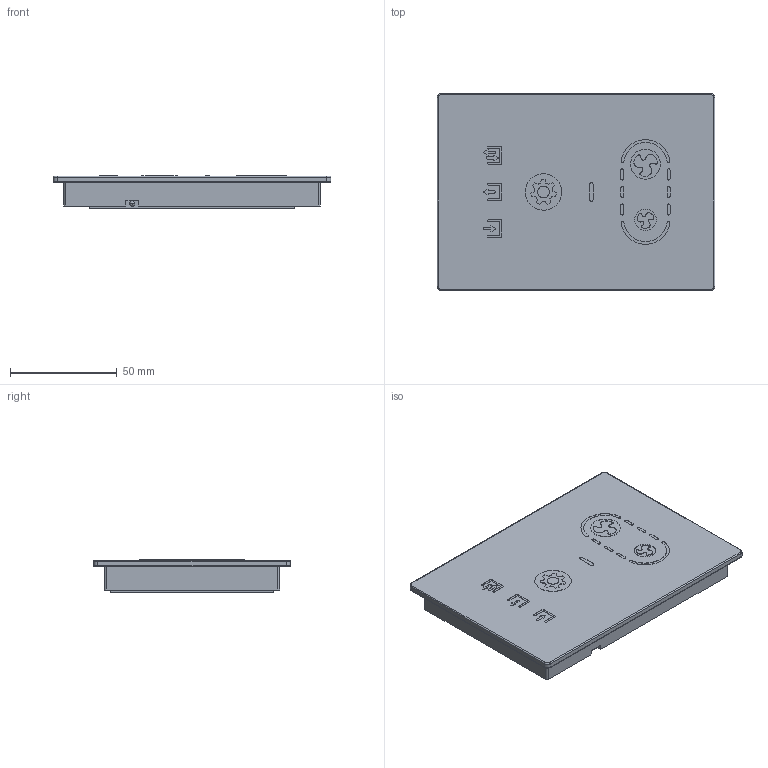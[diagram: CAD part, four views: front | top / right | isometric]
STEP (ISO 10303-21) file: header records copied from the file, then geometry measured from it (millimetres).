
FILE_DESCRIPTION(('Creo Elements/Direct Modeling STEP Export'),'2;1');
FILE_NAME('RLS-G1-WS Glasbedienteil.stp','2020-02-18T16:52:01',(''),(''),'PTC Creo Elements/Direct Modeling STEP processor for AP214 (Solid Model)','PTC Creo Elements/Direct Modeling 19.0C 15-Aug-2015 (C) Parametric Technology GmbH','');
FILE_SCHEMA(('AUTOMOTIVE_DESIGN { 1 0 10303 214 1 1 1 1 }'));
Length unit declared in the file: millimetre
Products named in the file (3): Befestigungsplatte; Bedienteil; RLS-G1-WS_Glasbedienteil
Assembly tree (2 placements, depth 2):
  RLS-G1-WS_Glasbedienteil
    Bedienteil
    Befestigungsplatte
Bounding box: 130 x 92 x 15.1 mm (x, y, z)
Volume: 125106.7 mm3; surface area: 48154.9 mm2
Topology: 2 solids, 2 shells, 350 faces, 939 edges, 620 vertices
Faces by surface type: plane 164, cylinder 134, extrusion 42, torus 10
Entity records: 13426 total; most frequent: CARTESIAN_POINT 2692, ORIENTED_EDGE 1878, DIRECTION 1761, EDGE_CURVE 939, VERTEX_POINT 620, VECTOR 609, AXIS2_PLACEMENT_3D 576, LINE 567
